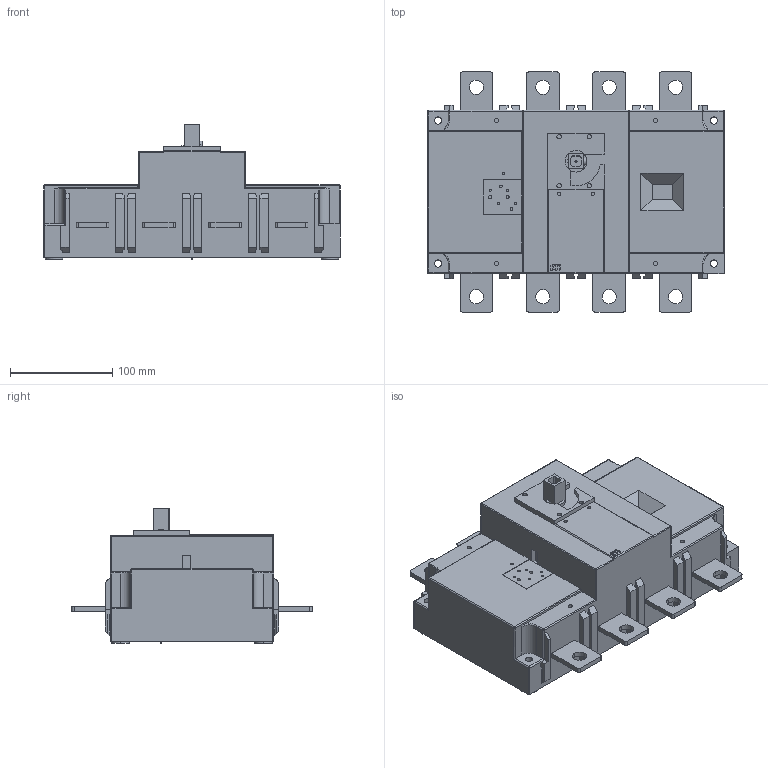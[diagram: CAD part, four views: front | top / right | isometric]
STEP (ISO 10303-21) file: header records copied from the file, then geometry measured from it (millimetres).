
FILE_DESCRIPTION((''),'2;1');
FILE_NAME('004661453_LBS_630_3P_ASM','2021-09-22T',('marketing.praksa'),('Audax d.o.o.'),'CREO PARAMETRIC BY PTC INC, 2017480','CREO PARAMETRIC BY PTC INC, 2017480','');
FILE_SCHEMA(('AUTOMOTIVE_DESIGN { 1 0 10303 214 1 1 1 1 }'));
Length unit declared in the file: millimetre
Products named in the file (9): 1CONTACT_1; PRT9567_1_1_2_3_4; PRT9568_1_1_2; ASM0104HJ_ASM_1_ASM; PRT9569_1_1_2_3_4; 26004064; B1; PRT9564; 004661453_LBS_630_3P_ASM
Assembly tree (10 placements, depth 3):
  004661453_LBS_630_3P_ASM
    ASM0104HJ_ASM_1_ASM  x2
      1CONTACT_1
      PRT9567_1_1_2_3_4
      PRT9568_1_1_2
    PRT9569_1_1_2_3_4
    26004064
    B1
    PRT9564
Bounding box: 290 x 235 x 132.1 mm (x, y, z)
Volume: 3842273.3 mm3; surface area: 225333.2 mm2
Topology: 14 solids, 14 shells, 568 faces, 1407 edges, 915 vertices
Faces by surface type: plane 343, cylinder 204, sphere 11, bspline 6, torus 4
Entity records: 24204 total; most frequent: CARTESIAN_POINT 3170, DIRECTION 2652, ORIENTED_EDGE 2574, PRESENTATION_STYLE_ASSIGNMENT 1814, STYLED_ITEM 1814, CURVE_STYLE 1287, EDGE_CURVE 1287, VECTOR 906
